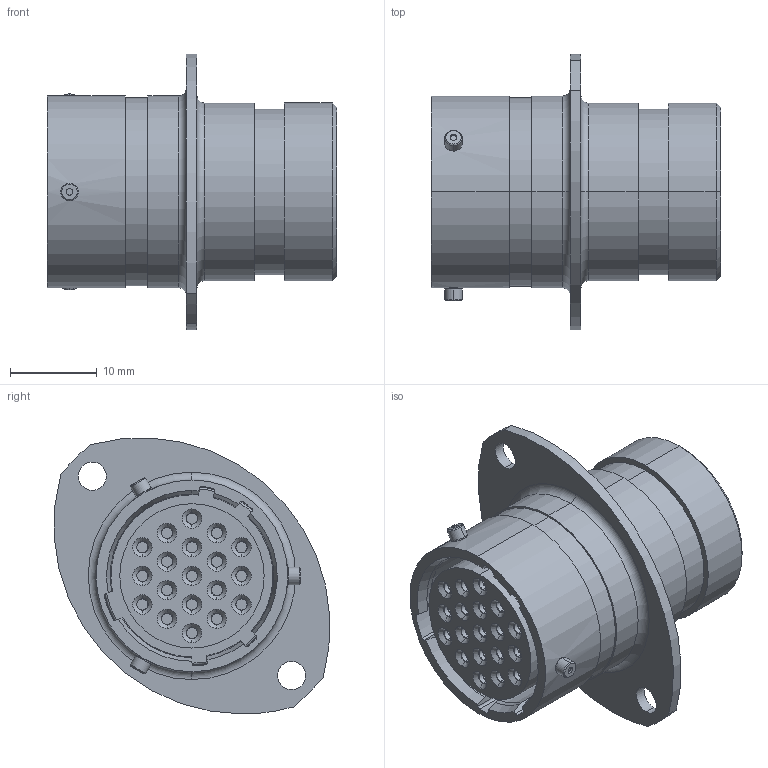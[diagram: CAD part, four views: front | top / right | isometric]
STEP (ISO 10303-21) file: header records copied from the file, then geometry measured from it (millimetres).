
FILE_DESCRIPTION (( 'STEP AP214' ), '1' );
FILE_NAME ('AS014-19SA.STEP', '2018-11-30T09:05:47', ( 'TE Connectivity' ), ( 'TE Connectivity' ), 'SwSTEP 2.0', 'SolidWorks 2016', '' );
FILE_SCHEMA (( 'AUTOMOTIVE_DESIGN' ));
Length unit declared in the file: millimetre
Products named in the file (1): AS014-19SA
Bounding box: 33.31 x 31.76 x 31.8 mm (x, y, z)
Volume: 9331.2 mm3; surface area: 11436.1 mm2
Topology: 9 solids, 9 shells, 755 faces, 1646 edges, 939 vertices
Faces by surface type: cylinder 252, torus 250, cone 172, plane 69, sphere 12
Entity records: 29440 total; most frequent: DIRECTION 4267, CARTESIAN_POINT 3593, ORIENTED_EDGE 3280, AXIS2_PLACEMENT_3D 1909, EDGE_CURVE 1640, CIRCLE 1153, VERTEX_POINT 939, EDGE_LOOP 883
